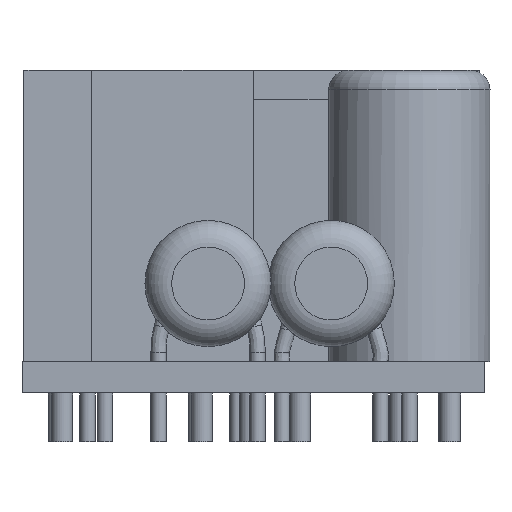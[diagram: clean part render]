
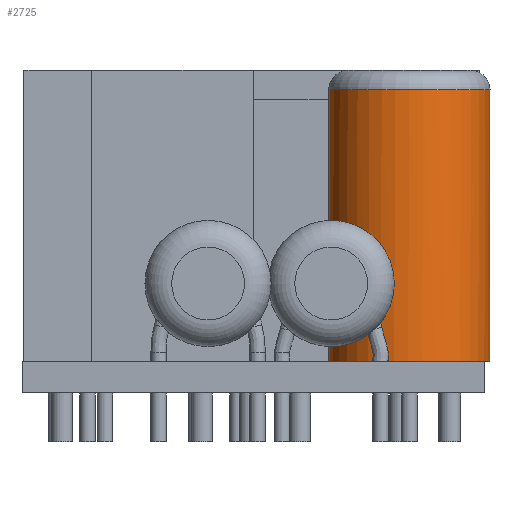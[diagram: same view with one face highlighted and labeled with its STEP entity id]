
A CAD part, left-side view. The second image highlights one B-rep face of the part: STEP entity #2725.
In plain terms, the highlighted cylindrical face has radius 4.15 mm (diameter 8.3 mm), a full revolution.
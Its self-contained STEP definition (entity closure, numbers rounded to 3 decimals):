
#115=CYLINDRICAL_SURFACE('',#2919,4.15);
#184=CIRCLE('',#2917,4.15);
#185=CIRCLE('',#2918,4.15);
#186=CIRCLE('',#2920,4.15);
#187=CIRCLE('',#2921,4.15);
#188=CIRCLE('',#2922,4.15);
#385=FACE_OUTER_BOUND('',#554,.T.);
#554=EDGE_LOOP('',(#1890,#1891,#1892,#1893,#1894,#1895,#1896));
#837=LINE('',#4541,#1018);
#1018=VECTOR('',#3380,4.15);
#1186=VERTEX_POINT('',#4534);
#1187=VERTEX_POINT('',#4536);
#1188=VERTEX_POINT('',#4540);
#1189=VERTEX_POINT('',#4542);
#1190=VERTEX_POINT('',#4544);
#1457=EDGE_CURVE('',#1186,#1187,#184,.T.);
#1458=EDGE_CURVE('',#1187,#1186,#185,.T.);
#1459=EDGE_CURVE('',#1187,#1188,#837,.T.);
#1460=EDGE_CURVE('',#1189,#1188,#186,.T.);
#1461=EDGE_CURVE('',#1189,#1190,#187,.T.);
#1462=EDGE_CURVE('',#1188,#1190,#188,.T.);
#1890=ORIENTED_EDGE('',*,*,#1458,.F.);
#1891=ORIENTED_EDGE('',*,*,#1459,.T.);
#1892=ORIENTED_EDGE('',*,*,#1460,.F.);
#1893=ORIENTED_EDGE('',*,*,#1461,.T.);
#1894=ORIENTED_EDGE('',*,*,#1462,.F.);
#1895=ORIENTED_EDGE('',*,*,#1459,.F.);
#1896=ORIENTED_EDGE('',*,*,#1457,.F.);
#2725=ADVANCED_FACE('',(#385),#115,.T.);
#2917=AXIS2_PLACEMENT_3D('',#4537,#3374,#3375);
#2918=AXIS2_PLACEMENT_3D('',#4538,#3376,#3377);
#2919=AXIS2_PLACEMENT_3D('',#4539,#3378,#3379);
#2920=AXIS2_PLACEMENT_3D('',#4543,#3381,#3382);
#2921=AXIS2_PLACEMENT_3D('',#4545,#3383,#3384);
#2922=AXIS2_PLACEMENT_3D('',#4546,#3385,#3386);
#3374=DIRECTION('center_axis',(0.,0.,1.));
#3375=DIRECTION('ref_axis',(-1.,0.,0.));
#3376=DIRECTION('center_axis',(0.,0.,1.));
#3377=DIRECTION('ref_axis',(-1.,0.,0.));
#3378=DIRECTION('center_axis',(0.,0.,1.));
#3379=DIRECTION('ref_axis',(-1.,0.,0.));
#3380=DIRECTION('',(0.,0.,-1.));
#3381=DIRECTION('center_axis',(0.,0.,-1.));
#3382=DIRECTION('ref_axis',(-1.,0.,0.));
#3383=DIRECTION('center_axis',(0.,0.,1.));
#3384=DIRECTION('ref_axis',(-1.,0.,0.));
#3385=DIRECTION('center_axis',(0.,0.,-1.));
#3386=DIRECTION('ref_axis',(-1.,0.,0.));
#4534=CARTESIAN_POINT('',(-18.239,-8.037,15.6));
#4536=CARTESIAN_POINT('',(-9.939,-8.037,15.6));
#4537=CARTESIAN_POINT('Origin',(-14.089,-8.037,15.6));
#4538=CARTESIAN_POINT('Origin',(-14.089,-8.037,15.6));
#4539=CARTESIAN_POINT('Origin',(-14.089,-8.037,1.6));
#4540=CARTESIAN_POINT('',(-9.939,-8.037,1.6));
#4541=CARTESIAN_POINT('',(-9.939,-8.037,1.6));
#4542=CARTESIAN_POINT('',(-15.604,-11.9,1.6));
#4543=CARTESIAN_POINT('Origin',(-14.089,-8.037,1.6));
#4544=CARTESIAN_POINT('',(-12.573,-11.9,1.6));
#4545=CARTESIAN_POINT('Origin',(-14.089,-8.037,1.6));
#4546=CARTESIAN_POINT('Origin',(-14.089,-8.037,1.6));
